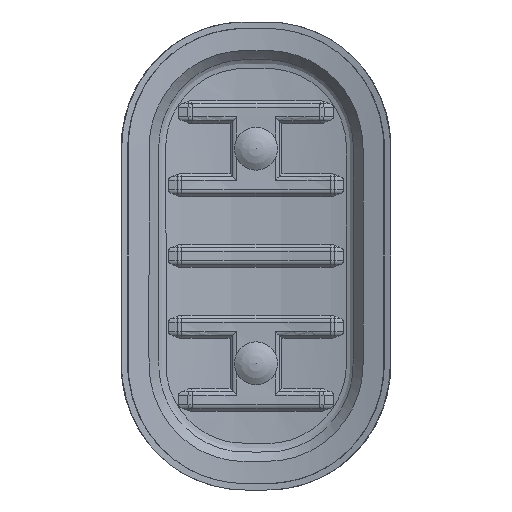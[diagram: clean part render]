
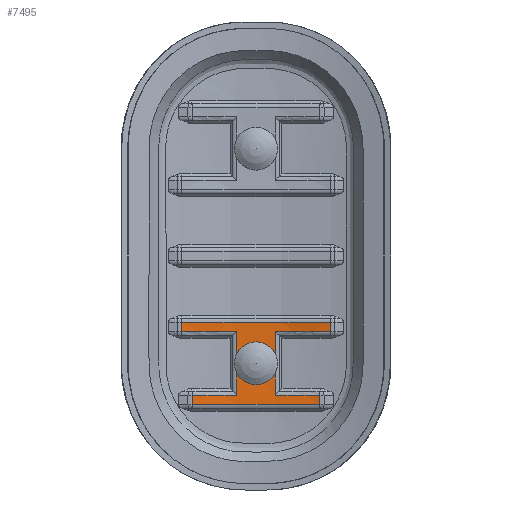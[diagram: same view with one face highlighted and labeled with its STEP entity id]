
A CAD part, front view. The second image highlights one B-rep face of the part: STEP entity #7495.
In plain terms, the highlighted cylindrical face has radius 180.8 mm (diameter 361.6 mm), a partial arc.
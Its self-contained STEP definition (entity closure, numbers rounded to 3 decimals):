
#2356=B_SPLINE_CURVE_WITH_KNOTS('',3,(#64860,#64861,#64862,#64863,#64864,
#64865,#64866,#64867,#64868,#64869,#64870,#64871,#64872,#64873,#64874,#64875,
#64876,#64877),.UNSPECIFIED.,.T.,.F.,(2,2,2,2,2,2,2,2,2,2,2),(-0.125,0.,
0.125,0.25,0.375,0.5,0.625,0.75,0.875,1.,1.125),.UNSPECIFIED.);
#7495=ADVANCED_FACE('',(#9558,#9559),#9233,.F.);
#9233=CYLINDRICAL_SURFACE('',#39766,180.8);
#9558=FACE_BOUND('',#10672,.T.);
#9559=FACE_BOUND('',#10673,.T.);
#10672=EDGE_LOOP('',(#16506,#16507,#16508,#16509,#16510,#16511,#16512,#16513,
#16514,#16515,#16516,#16517));
#10673=EDGE_LOOP('',(#16518));
#16506=ORIENTED_EDGE('',*,*,#28884,.T.);
#16507=ORIENTED_EDGE('',*,*,#28885,.T.);
#16508=ORIENTED_EDGE('',*,*,#28886,.F.);
#16509=ORIENTED_EDGE('',*,*,#28887,.T.);
#16510=ORIENTED_EDGE('',*,*,#28888,.T.);
#16511=ORIENTED_EDGE('',*,*,#28889,.T.);
#16512=ORIENTED_EDGE('',*,*,#28890,.T.);
#16513=ORIENTED_EDGE('',*,*,#28891,.T.);
#16514=ORIENTED_EDGE('',*,*,#28892,.F.);
#16515=ORIENTED_EDGE('',*,*,#28893,.T.);
#16516=ORIENTED_EDGE('',*,*,#28882,.T.);
#16517=ORIENTED_EDGE('',*,*,#28879,.T.);
#16518=ORIENTED_EDGE('',*,*,#28876,.T.);
#24799=VERTEX_POINT('',#64878);
#24801=VERTEX_POINT('',#64892);
#24802=VERTEX_POINT('',#64894);
#24803=VERTEX_POINT('',#64899);
#24804=VERTEX_POINT('',#64903);
#24805=VERTEX_POINT('',#64905);
#24806=VERTEX_POINT('',#64907);
#24807=VERTEX_POINT('',#64909);
#24808=VERTEX_POINT('',#64911);
#24809=VERTEX_POINT('',#64913);
#24810=VERTEX_POINT('',#64915);
#24811=VERTEX_POINT('',#64917);
#24812=VERTEX_POINT('',#64919);
#28876=EDGE_CURVE('',#24799,#24799,#2356,.T.);
#28879=EDGE_CURVE('',#24802,#24801,#32910,.T.);
#28882=EDGE_CURVE('',#24803,#24802,#34827,.T.);
#28884=EDGE_CURVE('',#24801,#24804,#34828,.T.);
#28885=EDGE_CURVE('',#24804,#24805,#32914,.T.);
#28886=EDGE_CURVE('',#24806,#24805,#34829,.T.);
#28887=EDGE_CURVE('',#24806,#24807,#32915,.T.);
#28888=EDGE_CURVE('',#24807,#24808,#34830,.T.);
#28889=EDGE_CURVE('',#24808,#24809,#32916,.T.);
#28890=EDGE_CURVE('',#24809,#24810,#34831,.T.);
#28891=EDGE_CURVE('',#24810,#24811,#32917,.T.);
#28892=EDGE_CURVE('',#24812,#24811,#34832,.T.);
#28893=EDGE_CURVE('',#24812,#24803,#32918,.T.);
#32910=CIRCLE('',#39755,180.8);
#32914=CIRCLE('',#39761,180.8);
#32915=CIRCLE('',#39762,180.8);
#32916=CIRCLE('',#39763,180.8);
#32917=CIRCLE('',#39764,180.8);
#32918=CIRCLE('',#39765,180.8);
#34827=LINE('',#64898,#36887);
#34828=LINE('',#64902,#36888);
#34829=LINE('',#64906,#36889);
#34830=LINE('',#64910,#36890);
#34831=LINE('',#64914,#36891);
#34832=LINE('',#64918,#36892);
#36887=VECTOR('',#46368,1.);
#36888=VECTOR('',#46373,1.);
#36889=VECTOR('',#46376,1.);
#36890=VECTOR('',#46379,1.);
#36891=VECTOR('',#46382,1.);
#36892=VECTOR('',#46385,1.);
#39755=AXIS2_PLACEMENT_3D('',#64893,#46360,#46361);
#39761=AXIS2_PLACEMENT_3D('',#64904,#46374,#46375);
#39762=AXIS2_PLACEMENT_3D('',#64908,#46377,#46378);
#39763=AXIS2_PLACEMENT_3D('',#64912,#46380,#46381);
#39764=AXIS2_PLACEMENT_3D('',#64916,#46383,#46384);
#39765=AXIS2_PLACEMENT_3D('',#64920,#46386,#46387);
#39766=AXIS2_PLACEMENT_3D('',#64921,#46388,#46389);
#46360=DIRECTION('',(0.,0.,-1.));
#46361=DIRECTION('',(-1.,0.,0.));
#46368=DIRECTION('',(0.,0.,-1.));
#46373=DIRECTION('',(0.,0.,-1.));
#46374=DIRECTION('',(0.,0.,1.));
#46375=DIRECTION('',(-1.,0.,0.));
#46376=DIRECTION('',(0.,0.,1.));
#46377=DIRECTION('',(0.,0.,-1.));
#46378=DIRECTION('',(-1.,0.,0.));
#46379=DIRECTION('',(0.,0.,1.));
#46380=DIRECTION('',(0.,0.,1.));
#46381=DIRECTION('',(-1.,0.,0.));
#46382=DIRECTION('',(0.,0.,1.));
#46383=DIRECTION('',(0.,0.,-1.));
#46384=DIRECTION('',(-1.,0.,0.));
#46385=DIRECTION('',(0.,0.,-1.));
#46386=DIRECTION('',(0.,0.,1.));
#46387=DIRECTION('',(-1.,0.,0.));
#46388=DIRECTION('',(0.,0.,-1.));
#46389=DIRECTION('',(-1.,0.,0.));
#64860=CARTESIAN_POINT('',(-2.206,180.796,-58.156));
#64861=CARTESIAN_POINT('',(-5.918,180.713,-55.987));
#64862=CARTESIAN_POINT('',(-7.272,180.655,-54.174));
#64863=CARTESIAN_POINT('',(-8.356,180.608,-50.052));
#64864=CARTESIAN_POINT('',(-8.065,180.623,-47.78));
#64865=CARTESIAN_POINT('',(-5.98,180.704,-44.09));
#64866=CARTESIAN_POINT('',(-4.175,180.764,-42.672));
#64867=CARTESIAN_POINT('',(-0.057,180.812,-41.552));
#64868=CARTESIAN_POINT('',(2.218,180.796,-41.852));
#64869=CARTESIAN_POINT('',(5.897,180.713,-43.998));
#64870=CARTESIAN_POINT('',(7.273,180.654,-45.835));
#64871=CARTESIAN_POINT('',(8.353,180.608,-49.932));
#64872=CARTESIAN_POINT('',(8.071,180.623,-52.206));
#64873=CARTESIAN_POINT('',(5.977,180.704,-55.917));
#64874=CARTESIAN_POINT('',(4.171,180.764,-57.33));
#64875=CARTESIAN_POINT('',(0.054,180.812,-58.448));
#64876=CARTESIAN_POINT('',(-2.206,180.796,-58.156));
#64877=CARTESIAN_POINT('',(-5.918,180.713,-55.987));
#64878=CARTESIAN_POINT('',(-4.062,180.754,-57.072));
#64892=CARTESIAN_POINT('',(-8.951,180.578,-35.172));
#64893=CARTESIAN_POINT('',(0.,0.,-35.172));
#64894=CARTESIAN_POINT('',(-34.649,177.449,-35.172));
#64898=CARTESIAN_POINT('',(-34.649,177.449,-27.));
#64899=CARTESIAN_POINT('',(-34.649,177.449,-30.828));
#64902=CARTESIAN_POINT('',(-8.951,180.578,-27.));
#64903=CARTESIAN_POINT('',(-8.951,180.578,-64.828));
#64904=CARTESIAN_POINT('',(0.,0.,-64.828));
#64905=CARTESIAN_POINT('',(-29.748,178.336,-64.828));
#64906=CARTESIAN_POINT('',(-29.748,178.336,-73.));
#64907=CARTESIAN_POINT('',(-29.748,178.336,-69.172));
#64908=CARTESIAN_POINT('',(0.,0.,-69.172));
#64909=CARTESIAN_POINT('',(29.748,178.336,-69.172));
#64910=CARTESIAN_POINT('',(29.748,178.336,-27.));
#64911=CARTESIAN_POINT('',(29.748,178.336,-64.828));
#64912=CARTESIAN_POINT('',(0.,0.,-64.828));
#64913=CARTESIAN_POINT('',(8.951,180.578,-64.828));
#64914=CARTESIAN_POINT('',(8.951,180.578,-27.));
#64915=CARTESIAN_POINT('',(8.951,180.578,-35.172));
#64916=CARTESIAN_POINT('',(0.,0.,-35.172));
#64917=CARTESIAN_POINT('',(34.649,177.449,-35.172));
#64918=CARTESIAN_POINT('',(34.649,177.449,-27.));
#64919=CARTESIAN_POINT('',(34.649,177.449,-30.828));
#64920=CARTESIAN_POINT('',(0.,0.,-30.828));
#64921=CARTESIAN_POINT('',(0.,0.,-27.));
